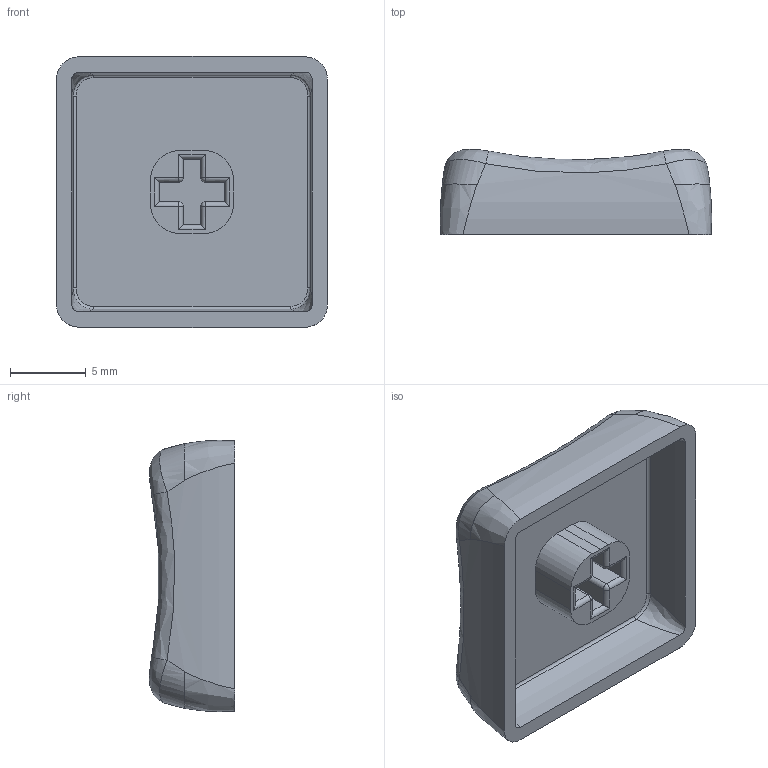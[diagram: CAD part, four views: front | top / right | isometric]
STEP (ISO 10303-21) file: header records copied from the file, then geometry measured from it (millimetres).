
FILE_DESCRIPTION(/* description */ (''),/* implementation_level */ '2;1');
FILE_NAME(/* name */ 'MX-homing-scoop-classic.step',/* time_stamp */ '2022-10-28T22:55:55+03:00',/* author */ (''),/* organization */ (''),/* preprocessor_version */ 'ST-DEVELOPER v19.2',/* originating_system */ 'Autodesk Translation Framework v11.17.0.187',/* authorisation */ '');
FILE_SCHEMA (('AUTOMOTIVE_DESIGN { 1 0 10303 214 3 1 1 }'));
Length unit declared in the file: millimetre
Products named in the file (1): MX-homing-scoop-classic
Bounding box: 17.9 x 5.62 x 17.9 mm (x, y, z)
Volume: 706.3 mm3; surface area: 1234.8 mm2
Topology: 1 solids, 1 shells, 90 faces, 243 edges, 158 vertices
Faces by surface type: cylinder 32, plane 29, bspline 24, sphere 5
Entity records: 4490 total; most frequent: CARTESIAN_POINT 2408, ORIENTED_EDGE 486, DIRECTION 334, EDGE_CURVE 243, VERTEX_POINT 158, AXIS2_PLACEMENT_3D 119, LINE 96, VECTOR 96
